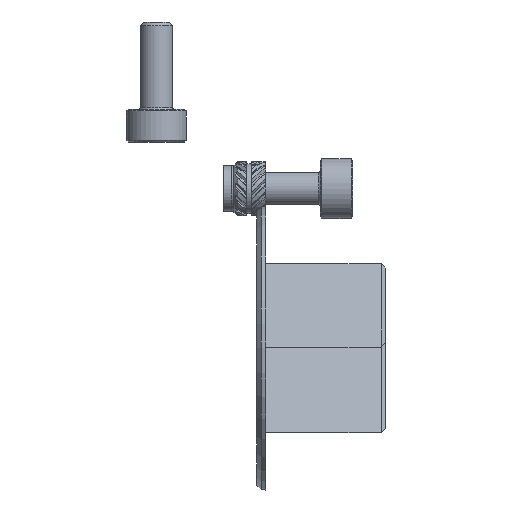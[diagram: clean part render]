
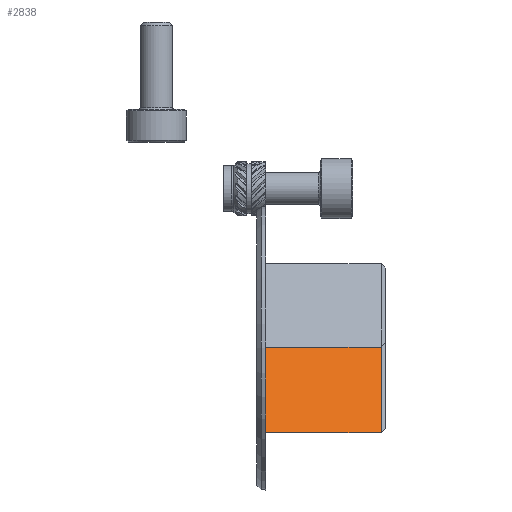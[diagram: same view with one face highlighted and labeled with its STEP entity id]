
A CAD part, left-side view. The second image highlights one B-rep face of the part: STEP entity #2838.
In plain terms, the highlighted planar face has unit normal (-0.836, 0, 0.549).
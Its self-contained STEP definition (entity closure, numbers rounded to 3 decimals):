
#386=PLANE('',#3106);
#583=FACE_OUTER_BOUND('',#756,.T.);
#756=EDGE_LOOP('',(#2602,#2603,#2604,#2605));
#939=LINE('',#6806,#1052);
#949=LINE('',#6825,#1062);
#952=LINE('',#6831,#1065);
#953=LINE('',#6832,#1066);
#1052=VECTOR('',#3642,10.);
#1062=VECTOR('',#3660,10.);
#1065=VECTOR('',#3665,10.);
#1066=VECTOR('',#3666,10.);
#1359=VERTEX_POINT('',#6803);
#1360=VERTEX_POINT('',#6805);
#1365=VERTEX_POINT('',#6824);
#1367=VERTEX_POINT('',#6830);
#1772=EDGE_CURVE('',#1359,#1360,#939,.T.);
#1782=EDGE_CURVE('',#1365,#1360,#949,.T.);
#1785=EDGE_CURVE('',#1367,#1359,#952,.T.);
#1786=EDGE_CURVE('',#1365,#1367,#953,.T.);
#2602=ORIENTED_EDGE('',*,*,#1772,.F.);
#2603=ORIENTED_EDGE('',*,*,#1785,.F.);
#2604=ORIENTED_EDGE('',*,*,#1786,.F.);
#2605=ORIENTED_EDGE('',*,*,#1782,.T.);
#2838=ADVANCED_FACE('',(#583),#386,.T.);
#3106=AXIS2_PLACEMENT_3D('',#6829,#3663,#3664);
#3642=DIRECTION('',(-0.549,0.,-0.836));
#3660=DIRECTION('',(0.,-1.,0.));
#3663=DIRECTION('center_axis',(-0.836,0.,
0.549));
#3664=DIRECTION('ref_axis',(-0.549,0.,-0.836));
#3665=DIRECTION('',(0.,-1.,0.));
#3666=DIRECTION('',(0.549,0.,0.836));
#6803=CARTESIAN_POINT('',(-351.246,2.4,-537.153));
#6805=CARTESIAN_POINT('',(-361.431,2.4,-552.646));
#6806=CARTESIAN_POINT('',(-353.284,2.4,-540.254));
#6824=CARTESIAN_POINT('',(-361.431,13.,-552.646));
#6825=CARTESIAN_POINT('',(-361.431,5.,-552.646));
#6829=CARTESIAN_POINT('Origin',(-351.246,13.,-537.153));
#6830=CARTESIAN_POINT('',(-351.246,13.,-537.153));
#6831=CARTESIAN_POINT('',(-351.246,4.,-537.153));
#6832=CARTESIAN_POINT('',(-353.526,13.,-540.621));
